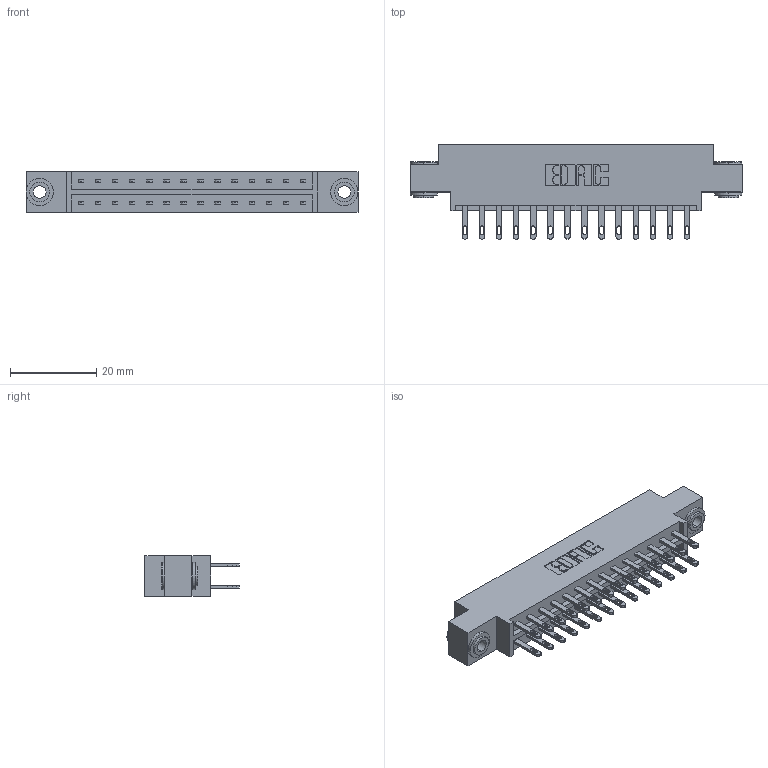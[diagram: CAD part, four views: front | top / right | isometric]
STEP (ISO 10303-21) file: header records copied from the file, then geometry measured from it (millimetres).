
FILE_DESCRIPTION (( 'STEP AP203' ), '1' );
FILE_NAME ('333-028-500-803.STEP', '2018-08-02T14:26:03', ( '' ), ( '' ), 'SwSTEP 2.0', 'SolidWorks 2016', '' );
FILE_SCHEMA (( 'CONFIG_CONTROL_DESIGN' ));
Length unit declared in the file: inch
Products named in the file (4): 333 Part_Offset - .156 Dia - TH; 345-292-001_345-293-100; 345-250-002_345-250-002-102; 333-028-500-803
Assembly tree (31 placements, depth 2):
  333-028-500-803
    333 Part_Offset - .156 Dia - TH
    345-292-001_345-293-100  x28
    345-250-002_345-250-002-102  x2
Bounding box: 77.01 x 21.85 x 9.4 mm (x, y, z)
Volume: 7477.9 mm3; surface area: 9289.7 mm2
Topology: 31 solids, 31 shells, 1500 faces, 4515 edges, 3006 vertices
Faces by surface type: plane 924, cylinder 568, cone 8
Entity records: 13340 total; most frequent: CARTESIAN_POINT 2221, ORIENTED_EDGE 2150, DIRECTION 1981, EDGE_CURVE 1075, LINE 919, VECTOR 919, VERTEX_POINT 714, AXIS2_PLACEMENT_3D 531
